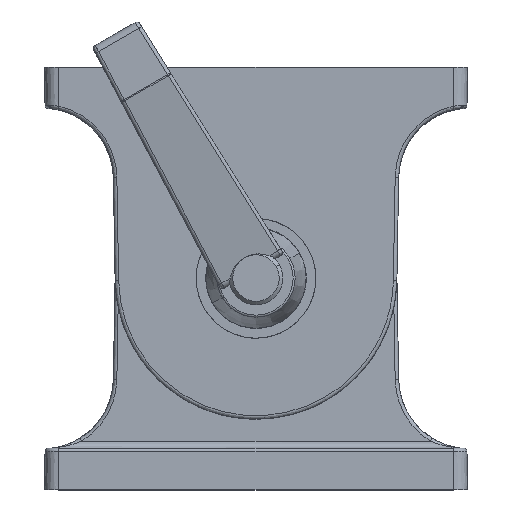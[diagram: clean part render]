
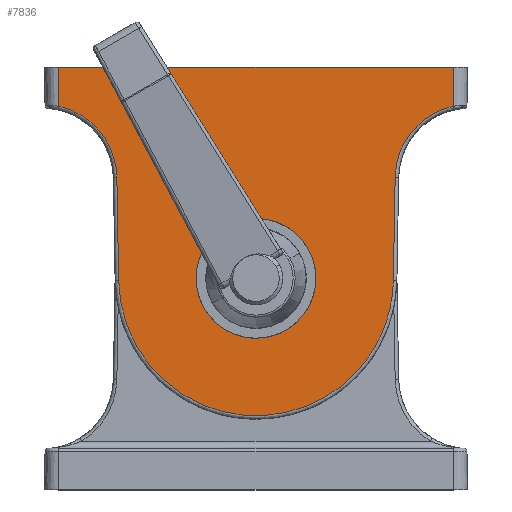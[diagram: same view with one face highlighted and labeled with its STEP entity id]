
A CAD part, top view. The second image highlights one B-rep face of the part: STEP entity #7836.
In plain terms, the highlighted face is planar.
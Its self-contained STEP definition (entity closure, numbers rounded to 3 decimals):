
#31 = CARTESIAN_POINT ( 'NONE',  ( 28., 0., -15. ) ) ;
#163 = ORIENTED_EDGE ( 'NONE', *, *, #13529, .T. ) ;
#513 = VERTEX_POINT ( 'NONE', #12383 ) ;
#546 = VERTEX_POINT ( 'NONE', #11294 ) ;
#582 = CARTESIAN_POINT ( 'NONE',  ( -19.757, 15.642, -14.863 ) ) ;
#788 = LINE ( 'NONE', #15256, #8849 ) ;
#978 =( BOUNDED_CURVE ( )  B_SPLINE_CURVE ( 3, ( #12359, #15471, #18522, #9315 ),
 .UNSPECIFIED., .F., .T. ) 
 B_SPLINE_CURVE_WITH_KNOTS ( ( 4, 4 ),
 ( 4.73, 6.067 ),
 .UNSPECIFIED. ) 
 CURVE ( )  GEOMETRIC_REPRESENTATION_ITEM ( )  RATIONAL_B_SPLINE_CURVE ( ( 1., 0.857, 0.857, 1. ) ) 
 REPRESENTATION_ITEM ( '' )  );
#1525 = VERTEX_POINT ( 'NONE', #582 ) ;
#1541 = DIRECTION ( 'NONE',  ( 0.017, -1., -0.009 ) ) ;
#2256 = ORIENTED_EDGE ( 'NONE', *, *, #13470, .T. ) ;
#3081 = CARTESIAN_POINT ( 'NONE',  ( -8.5, 30., -14.738 ) ) ;
#3224 = EDGE_LOOP ( 'NONE', ( #163, #3572, #13037, #2256, #12251, #11121, #7726, #9159 ) ) ;
#3442 = PLANE ( 'NONE',  #18837 ) ;
#3572 = ORIENTED_EDGE ( 'NONE', *, *, #12085, .T. ) ;
#3795 = VECTOR ( 'NONE', #18382, 1000. ) ;
#4128 = CARTESIAN_POINT ( 'NONE',  ( -8.5, 13., -14.887 ) ) ;
#4180 = VECTOR ( 'NONE', #7271, 1000. ) ;
#4210 = CARTESIAN_POINT ( 'NONE',  ( -8.5, 30., -14.738 ) ) ;
#4341 = CARTESIAN_POINT ( 'NONE',  ( 8.5, 30., -14.738 ) ) ;
#4463 = CARTESIAN_POINT ( 'NONE',  ( -19.5, 30.345, -14.735 ) ) ;
#5087 = CARTESIAN_POINT ( 'NONE',  ( 30., 0., -15. ) ) ;
#5206 = CARTESIAN_POINT ( 'NONE',  ( 8.5, 13., -14.887 ) ) ;
#5629 = CARTESIAN_POINT ( 'NONE',  ( -19.845, 10.578, -14.908 ) ) ;
#6003 = CARTESIAN_POINT ( 'NONE',  ( 18.842, 68.024, -14.406 ) ) ;
#6352 = EDGE_CURVE ( 'NONE', #14459, #7236, #8760, .T. ) ;
#6720 = CARTESIAN_POINT ( 'NONE',  ( 8.5, 30., -14.738 ) ) ;
#7236 = VERTEX_POINT ( 'NONE', #6720 ) ;
#7271 = DIRECTION ( 'NONE',  ( 0.017, 1., 0.009 ) ) ;
#7610 = CARTESIAN_POINT ( 'NONE',  ( 8.5, 47., -14.59 ) ) ;
#7726 = ORIENTED_EDGE ( 'NONE', *, *, #15888, .T. ) ;
#7756 = LINE ( 'NONE', #8948, #4180 ) ;
#7823 = ORIENTED_EDGE ( 'NONE', *, *, #13499, .T. ) ;
#7836 = ADVANCED_FACE ( 'NONE', ( #12449, #12275 ), #3442, .T. ) ;
#7864 = LINE ( 'NONE', #16909, #3795 ) ;
#7911 = CARTESIAN_POINT ( 'NONE',  ( -19.5, 30.345, -14.735 ) ) ;
#8760 =( BOUNDED_CURVE ( )  B_SPLINE_CURVE ( 3, ( #4210, #4128, #5206, #4341 ),
 .UNSPECIFIED., .F., .F. ) 
 B_SPLINE_CURVE_WITH_KNOTS ( ( 4, 4 ),
 ( 4.712, 7.854 ),
 .UNSPECIFIED. ) 
 CURVE ( )  GEOMETRIC_REPRESENTATION_ITEM ( )  RATIONAL_B_SPLINE_CURVE ( ( 1., 0.333, 0.333, 1. ) ) 
 REPRESENTATION_ITEM ( '' )  );
#8849 = VECTOR ( 'NONE', #1541, 1000. ) ;
#8948 = CARTESIAN_POINT ( 'NONE',  ( -19.5, 30.34, -14.735 ) ) ;
#9159 = ORIENTED_EDGE ( 'NONE', *, *, #12617, .T. ) ;
#9315 = CARTESIAN_POINT ( 'NONE',  ( 28., 5.57, -14.951 ) ) ;
#9460 = DIRECTION ( 'NONE',  ( -1., 0., 0. ) ) ;
#9612 = DIRECTION ( 'NONE',  ( 0., 1., 0.009 ) ) ;
#9680 = DIRECTION ( 'NONE',  ( 0., 0.009, -1. ) ) ;
#9835 = EDGE_LOOP ( 'NONE', ( #9985, #7823 ) ) ;
#9985 = ORIENTED_EDGE ( 'NONE', *, *, #6352, .T. ) ;
#10645 = CARTESIAN_POINT ( 'NONE',  ( 8.5, 30., -14.738 ) ) ;
#10932 = CARTESIAN_POINT ( 'NONE',  ( -28., 5.57, -14.951 ) ) ;
#11114 = VECTOR ( 'NONE', #9460, 1000. ) ;
#11121 = ORIENTED_EDGE ( 'NONE', *, *, #15886, .T. ) ;
#11214 = VERTEX_POINT ( 'NONE', #18339 ) ;
#11294 = CARTESIAN_POINT ( 'NONE',  ( -28., 0., -15. ) ) ;
#11405 = VERTEX_POINT ( 'NONE', #14870 ) ;
#12085 = EDGE_CURVE ( 'NONE', #15428, #1525, #16467, .T. ) ;
#12112 = EDGE_CURVE ( 'NONE', #1525, #16937, #7756, .T. ) ;
#12251 = ORIENTED_EDGE ( 'NONE', *, *, #13472, .T. ) ;
#12275 = FACE_OUTER_BOUND ( 'NONE', #3224, .T. ) ;
#12290 = CARTESIAN_POINT ( 'NONE',  ( -8.5, 47., -14.59 ) ) ;
#12359 = CARTESIAN_POINT ( 'NONE',  ( 19.757, 15.642, -14.863 ) ) ;
#12383 = CARTESIAN_POINT ( 'NONE',  ( 19.757, 15.642, -14.863 ) ) ;
#12428 = DIRECTION ( 'NONE',  ( 0., -1., -0.009 ) ) ;
#12449 = FACE_BOUND ( 'NONE', #9835, .T. ) ;
#12617 = EDGE_CURVE ( 'NONE', #16304, #546, #15230, .T. ) ;
#12624 = VECTOR ( 'NONE', #12428, 1000. ) ;
#13037 = ORIENTED_EDGE ( 'NONE', *, *, #12112, .T. ) ;
#13141 = LINE ( 'NONE', #16980, #12624 ) ;
#13470 = EDGE_CURVE ( 'NONE', #16937, #11214, #14941, .T. ) ;
#13472 = EDGE_CURVE ( 'NONE', #11214, #513, #788, .T. ) ;
#13499 = EDGE_CURVE ( 'NONE', #7236, #14459, #15190, .T. ) ;
#13529 = EDGE_CURVE ( 'NONE', #546, #15428, #7864, .T. ) ;
#14459 = VERTEX_POINT ( 'NONE', #18959 ) ;
#14870 = CARTESIAN_POINT ( 'NONE',  ( 28., 5.57, -14.951 ) ) ;
#14905 = CARTESIAN_POINT ( 'NONE',  ( -23.053, 6.658, -14.942 ) ) ;
#14941 =( BOUNDED_CURVE ( )  B_SPLINE_CURVE ( 3, ( #4463, #18182, #6003, #16789 ),
 .UNSPECIFIED., .F., .F. ) 
 B_SPLINE_CURVE_WITH_KNOTS ( ( 4, 4 ),
 ( 1.588, 4.695 ),
 .UNSPECIFIED. ) 
 CURVE ( )  GEOMETRIC_REPRESENTATION_ITEM ( )  RATIONAL_B_SPLINE_CURVE ( ( 1., 0.345, 0.345, 1. ) ) 
 REPRESENTATION_ITEM ( '' )  );
#15190 =( BOUNDED_CURVE ( )  B_SPLINE_CURVE ( 3, ( #10645, #7610, #12290, #3081 ),
 .UNSPECIFIED., .F., .F. ) 
 B_SPLINE_CURVE_WITH_KNOTS ( ( 4, 4 ),
 ( 1.571, 4.712 ),
 .UNSPECIFIED. ) 
 CURVE ( )  GEOMETRIC_REPRESENTATION_ITEM ( )  RATIONAL_B_SPLINE_CURVE ( ( 1., 0.333, 0.333, 1. ) ) 
 REPRESENTATION_ITEM ( '' )  );
#15230 = LINE ( 'NONE', #18636, #11114 ) ;
#15256 = CARTESIAN_POINT ( 'NONE',  ( 19.757, 15.638, -14.864 ) ) ;
#15428 = VERTEX_POINT ( 'NONE', #10932 ) ;
#15471 = CARTESIAN_POINT ( 'NONE',  ( 19.845, 10.578, -14.908 ) ) ;
#15886 = EDGE_CURVE ( 'NONE', #513, #11405, #978, .T. ) ;
#15888 = EDGE_CURVE ( 'NONE', #11405, #16304, #13141, .T. ) ;
#16304 = VERTEX_POINT ( 'NONE', #31 ) ;
#16452 = CARTESIAN_POINT ( 'NONE',  ( -19.757, 15.642, -14.863 ) ) ;
#16467 =( BOUNDED_CURVE ( )  B_SPLINE_CURVE ( 3, ( #17907, #14905, #5629, #16452 ),
 .UNSPECIFIED., .F., .F. ) 
 B_SPLINE_CURVE_WITH_KNOTS ( ( 4, 4 ),
 ( 0.216, 1.553 ),
 .UNSPECIFIED. ) 
 CURVE ( )  GEOMETRIC_REPRESENTATION_ITEM ( )  RATIONAL_B_SPLINE_CURVE ( ( 1., 0.857, 0.857, 1. ) ) 
 REPRESENTATION_ITEM ( '' )  );
#16789 = CARTESIAN_POINT ( 'NONE',  ( 19.5, 30.345, -14.735 ) ) ;
#16909 = CARTESIAN_POINT ( 'NONE',  ( -28., 0., -15. ) ) ;
#16937 = VERTEX_POINT ( 'NONE', #7911 ) ;
#16980 = CARTESIAN_POINT ( 'NONE',  ( 28., 0., -15. ) ) ;
#17907 = CARTESIAN_POINT ( 'NONE',  ( -28., 5.57, -14.951 ) ) ;
#18182 = CARTESIAN_POINT ( 'NONE',  ( -18.842, 68.024, -14.406 ) ) ;
#18339 = CARTESIAN_POINT ( 'NONE',  ( 19.5, 30.345, -14.735 ) ) ;
#18382 = DIRECTION ( 'NONE',  ( 0., 1., 0.009 ) ) ;
#18522 = CARTESIAN_POINT ( 'NONE',  ( 23.053, 6.658, -14.942 ) ) ;
#18636 = CARTESIAN_POINT ( 'NONE',  ( 30., 0., -15. ) ) ;
#18837 = AXIS2_PLACEMENT_3D ( 'NONE', #5087, #9680, #9612 ) ;
#18959 = CARTESIAN_POINT ( 'NONE',  ( -8.5, 30., -14.738 ) ) ;
